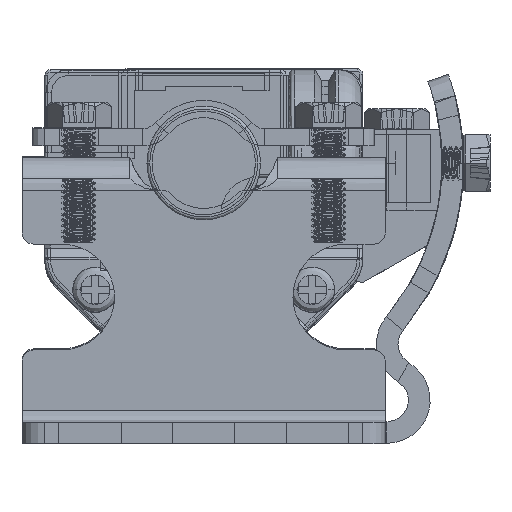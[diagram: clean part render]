
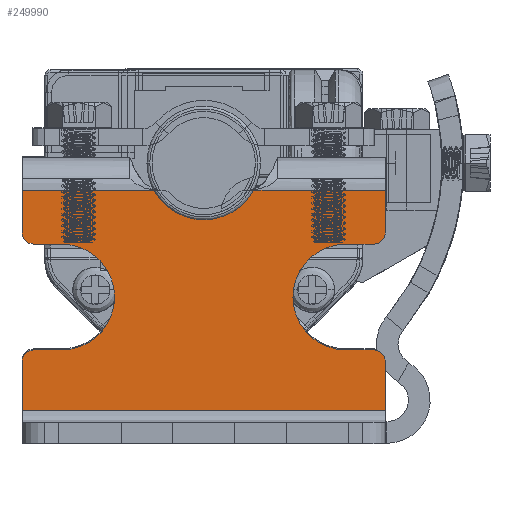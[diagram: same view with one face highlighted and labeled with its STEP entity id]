
A CAD part, front view. The second image highlights one B-rep face of the part: STEP entity #249990.
In plain terms, the highlighted planar face has unit normal (0, -1, 0).
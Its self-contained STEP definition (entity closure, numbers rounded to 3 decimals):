
#239448=CARTESIAN_POINT('',(-3.666,-1.9,21.3));
#239449=DIRECTION('',(0.,-1.,0.));
#239450=DIRECTION('',(0.733,0.,0.68));
#239451=AXIS2_PLACEMENT_3D('',#239448,#239449,#239450);
#239453=CARTESIAN_POINT('',(0.,-1.9,24.7));
#239454=DIRECTION('',(0.,1.,0.));
#239455=DIRECTION('',(0.733,0.,-0.68));
#239456=AXIS2_PLACEMENT_3D('',#239453,#239454,#239455);
#239458=CARTESIAN_POINT('',(3.666,-1.9,21.3));
#239459=DIRECTION('',(0.,-1.,0.));
#239460=DIRECTION('',(0.,0.,1.));
#239461=AXIS2_PLACEMENT_3D('',#239458,#239459,#239460);
#239463=DIRECTION('',(-1.,0.,0.));
#239464=VECTOR('',#239463,0.313);
#239465=CARTESIAN_POINT('',(3.979,-1.9,22.3));
#239466=LINE('',#239465,#239464);
#239467=CARTESIAN_POINT('',(15.,-1.9,18.55));
#239468=DIRECTION('',(0.,-1.,0.));
#239469=DIRECTION('',(0.,0.,-1.));
#239470=AXIS2_PLACEMENT_3D('',#239467,#239468,#239469);
#239472=DIRECTION('',(-1.,0.,0.));
#239473=VECTOR('',#239472,2.5);
#239474=CARTESIAN_POINT('',(15.,-1.9,17.55));
#239475=LINE('',#239474,#239473);
#239476=CARTESIAN_POINT('',(12.5,-1.9,12.9));
#239477=DIRECTION('',(0.,-1.,0.));
#239478=DIRECTION('',(0.,0.,1.));
#239479=AXIS2_PLACEMENT_3D('',#239476,#239477,#239478);
#239481=DIRECTION('',(-1.,0.,0.));
#239482=VECTOR('',#239481,2.5);
#239483=CARTESIAN_POINT('',(15.,-1.9,8.25));
#239484=LINE('',#239483,#239482);
#239485=CARTESIAN_POINT('',(15.,-1.9,7.25));
#239486=DIRECTION('',(0.,-1.,0.));
#239487=DIRECTION('',(1.,0.,0.));
#239488=AXIS2_PLACEMENT_3D('',#239485,#239486,#239487);
#239490=DIRECTION('',(1.,0.,0.));
#239491=VECTOR('',#239490,32.);
#239492=CARTESIAN_POINT('',(-16.,-1.9,2.9));
#239493=LINE('',#239492,#239491);
#239494=CARTESIAN_POINT('',(-15.,-1.9,7.25));
#239495=DIRECTION('',(0.,-1.,0.));
#239496=DIRECTION('',(0.,0.,1.));
#239497=AXIS2_PLACEMENT_3D('',#239494,#239495,#239496);
#239499=DIRECTION('',(1.,0.,0.));
#239500=VECTOR('',#239499,2.5);
#239501=CARTESIAN_POINT('',(-15.,-1.9,8.25));
#239502=LINE('',#239501,#239500);
#239503=CARTESIAN_POINT('',(-12.5,-1.9,12.9));
#239504=DIRECTION('',(0.,-1.,0.));
#239505=DIRECTION('',(0.,0.,-1.));
#239506=AXIS2_PLACEMENT_3D('',#239503,#239504,#239505);
#239508=DIRECTION('',(1.,0.,0.));
#239509=VECTOR('',#239508,2.5);
#239510=CARTESIAN_POINT('',(-15.,-1.9,17.55));
#239511=LINE('',#239510,#239509);
#239512=CARTESIAN_POINT('',(-15.,-1.9,18.55));
#239513=DIRECTION('',(0.,-1.,0.));
#239514=DIRECTION('',(-1.,0.,0.));
#239515=AXIS2_PLACEMENT_3D('',#239512,#239513,#239514);
#239517=DIRECTION('',(-1.,0.,0.));
#239518=VECTOR('',#239517,0.313);
#239519=CARTESIAN_POINT('',(-3.666,-1.9,22.3));
#239520=LINE('',#239519,#239518);
#239776=CARTESIAN_POINT('',(-3.979,-1.9,22.3));
#239778=DIRECTION('',(1.,0.,0.));
#239779=VECTOR('',#239778,12.021);
#239780=CARTESIAN_POINT('',(-16.,-1.9,22.3));
#239781=LINE('',#239780,#239779);
#240278=CARTESIAN_POINT('',(3.979,-1.9,22.3));
#240302=DIRECTION('',(1.,0.,0.));
#240303=VECTOR('',#240302,12.021);
#240304=CARTESIAN_POINT('',(3.979,-1.9,22.3));
#240305=LINE('',#240304,#240303);
#240326=DIRECTION('',(0.,0.,1.));
#240327=VECTOR('',#240326,3.75);
#240328=CARTESIAN_POINT('',(16.,-1.9,18.55));
#240329=LINE('',#240328,#240327);
#240362=DIRECTION('',(0.,0.,1.));
#240363=VECTOR('',#240362,4.35);
#240364=CARTESIAN_POINT('',(16.,-1.9,2.9));
#240365=LINE('',#240364,#240363);
#246403=DIRECTION('',(0.,0.,1.));
#246404=VECTOR('',#246403,3.75);
#246405=CARTESIAN_POINT('',(-16.,-1.9,18.55));
#246406=LINE('',#246405,#246404);
#246427=DIRECTION('',(0.,0.,1.));
#246428=VECTOR('',#246427,4.35);
#246429=CARTESIAN_POINT('',(-16.,-1.9,2.9));
#246430=LINE('',#246429,#246428);
#248976=CARTESIAN_POINT('',(12.5,-1.9,17.55));
#248977=CARTESIAN_POINT('',(12.5,-1.9,8.25));
#248978=VERTEX_POINT('',#248976);
#248979=VERTEX_POINT('',#248977);
#248980=CARTESIAN_POINT('',(-12.5,-1.9,8.25));
#248981=CARTESIAN_POINT('',(-12.5,-1.9,17.55));
#248982=VERTEX_POINT('',#248980);
#248983=VERTEX_POINT('',#248981);
#249008=CARTESIAN_POINT('',(16.,-1.9,7.25));
#249009=VERTEX_POINT('',#249008);
#249010=CARTESIAN_POINT('',(15.,-1.9,8.25));
#249011=VERTEX_POINT('',#249010);
#249016=CARTESIAN_POINT('',(15.,-1.9,17.55));
#249017=VERTEX_POINT('',#249016);
#249018=CARTESIAN_POINT('',(16.,-1.9,18.55));
#249019=VERTEX_POINT('',#249018);
#249024=CARTESIAN_POINT('',(-16.,-1.9,18.55));
#249025=VERTEX_POINT('',#249024);
#249026=CARTESIAN_POINT('',(-15.,-1.9,17.55));
#249027=VERTEX_POINT('',#249026);
#249032=CARTESIAN_POINT('',(-15.,-1.9,8.25));
#249033=VERTEX_POINT('',#249032);
#249034=CARTESIAN_POINT('',(-16.,-1.9,7.25));
#249035=VERTEX_POINT('',#249034);
#249044=CARTESIAN_POINT('',(-16.,-1.9,2.9));
#249045=VERTEX_POINT('',#249044);
#249046=CARTESIAN_POINT('',(-16.,-1.9,22.3));
#249047=VERTEX_POINT('',#249046);
#249048=CARTESIAN_POINT('',(16.,-1.9,2.9));
#249049=VERTEX_POINT('',#249048);
#249050=CARTESIAN_POINT('',(16.,-1.9,22.3));
#249051=VERTEX_POINT('',#249050);
#249142=VERTEX_POINT('',#239776);
#249143=VERTEX_POINT('',#240278);
#249152=CARTESIAN_POINT('',(-2.933,-1.9,21.98));
#249153=VERTEX_POINT('',#249152);
#249154=CARTESIAN_POINT('',(-3.666,-1.9,22.3));
#249155=VERTEX_POINT('',#249154);
#249160=CARTESIAN_POINT('',(3.666,-1.9,22.3));
#249161=VERTEX_POINT('',#249160);
#249162=CARTESIAN_POINT('',(2.933,-1.9,21.98));
#249163=VERTEX_POINT('',#249162);
#249940=CARTESIAN_POINT('',(-16.,-1.9,2.9));
#249941=DIRECTION('',(0.,1.,0.));
#249942=DIRECTION('',(0.,0.,1.));
#249943=AXIS2_PLACEMENT_3D('',#249940,#249941,#249942);
#249944=PLANE('',#249943);
#249946=ORIENTED_EDGE('',*,*,#249945,.F.);
#249948=ORIENTED_EDGE('',*,*,#249947,.F.);
#249950=ORIENTED_EDGE('',*,*,#249949,.F.);
#249952=ORIENTED_EDGE('',*,*,#249951,.F.);
#249954=ORIENTED_EDGE('',*,*,#249953,.T.);
#249956=ORIENTED_EDGE('',*,*,#249955,.F.);
#249958=ORIENTED_EDGE('',*,*,#249957,.F.);
#249960=ORIENTED_EDGE('',*,*,#249959,.T.);
#249962=ORIENTED_EDGE('',*,*,#249961,.T.);
#249964=ORIENTED_EDGE('',*,*,#249963,.F.);
#249966=ORIENTED_EDGE('',*,*,#249965,.F.);
#249968=ORIENTED_EDGE('',*,*,#249967,.F.);
#249969=ORIENTED_EDGE('',*,*,#249933,.F.);
#249971=ORIENTED_EDGE('',*,*,#249970,.T.);
#249973=ORIENTED_EDGE('',*,*,#249972,.F.);
#249975=ORIENTED_EDGE('',*,*,#249974,.T.);
#249977=ORIENTED_EDGE('',*,*,#249976,.T.);
#249979=ORIENTED_EDGE('',*,*,#249978,.F.);
#249981=ORIENTED_EDGE('',*,*,#249980,.F.);
#249983=ORIENTED_EDGE('',*,*,#249982,.T.);
#249985=ORIENTED_EDGE('',*,*,#249984,.T.);
#249987=ORIENTED_EDGE('',*,*,#249986,.F.);
#249988=EDGE_LOOP('',(#249946,#249948,#249950,#249952,#249954,#249956,#249958,
#249960,#249962,#249964,#249966,#249968,#249969,#249971,#249973,#249975,#249977,
#249979,#249981,#249983,#249985,#249987));
#249989=FACE_OUTER_BOUND('',#249988,.F.);
#249990=ADVANCED_FACE('',(#249989),#249944,.F.);
#239452=CIRCLE('',#239451,1.);
#239457=CIRCLE('',#239456,4.);
#239462=CIRCLE('',#239461,1.);
#239471=CIRCLE('',#239470,1.);
#239480=CIRCLE('',#239479,4.65);
#239489=CIRCLE('',#239488,1.);
#239498=CIRCLE('',#239497,1.);
#239507=CIRCLE('',#239506,4.65);
#239516=CIRCLE('',#239515,1.);
#249933=EDGE_CURVE('',#249045,#249049,#239493,.T.);
#249945=EDGE_CURVE('',#249153,#249155,#239452,.T.);
#249947=EDGE_CURVE('',#249163,#249153,#239457,.T.);
#249949=EDGE_CURVE('',#249161,#249163,#239462,.T.);
#249951=EDGE_CURVE('',#249143,#249161,#239466,.T.);
#249953=EDGE_CURVE('',#249143,#249051,#240305,.T.);
#249955=EDGE_CURVE('',#249019,#249051,#240329,.T.);
#249957=EDGE_CURVE('',#249017,#249019,#239471,.T.);
#249959=EDGE_CURVE('',#249017,#248978,#239475,.T.);
#249961=EDGE_CURVE('',#248978,#248979,#239480,.T.);
#249963=EDGE_CURVE('',#249011,#248979,#239484,.T.);
#249965=EDGE_CURVE('',#249009,#249011,#239489,.T.);
#249967=EDGE_CURVE('',#249049,#249009,#240365,.T.);
#249970=EDGE_CURVE('',#249045,#249035,#246430,.T.);
#249972=EDGE_CURVE('',#249033,#249035,#239498,.T.);
#249974=EDGE_CURVE('',#249033,#248982,#239502,.T.);
#249976=EDGE_CURVE('',#248982,#248983,#239507,.T.);
#249978=EDGE_CURVE('',#249027,#248983,#239511,.T.);
#249980=EDGE_CURVE('',#249025,#249027,#239516,.T.);
#249982=EDGE_CURVE('',#249025,#249047,#246406,.T.);
#249984=EDGE_CURVE('',#249047,#249142,#239781,.T.);
#249986=EDGE_CURVE('',#249155,#249142,#239520,.T.);
